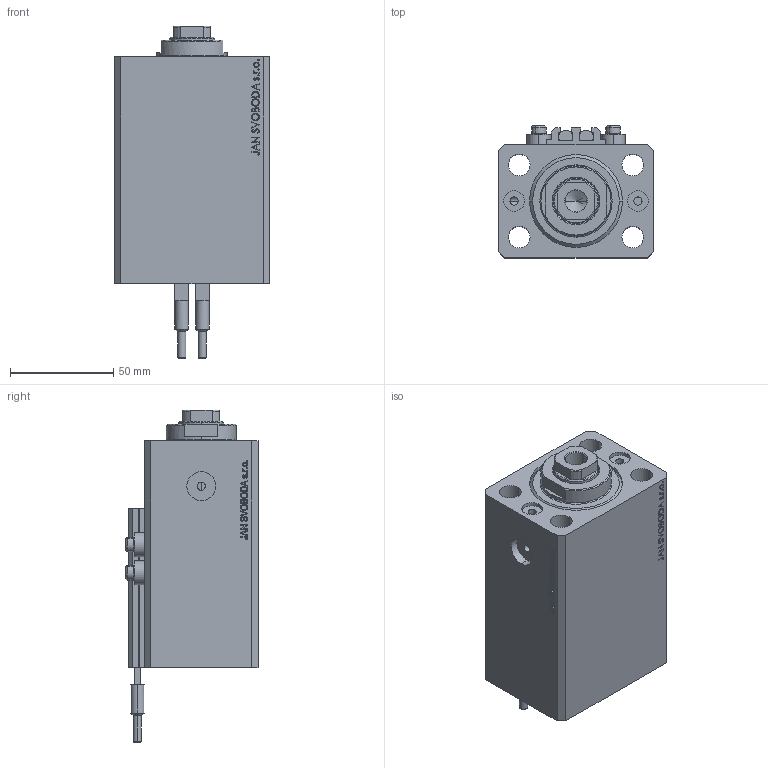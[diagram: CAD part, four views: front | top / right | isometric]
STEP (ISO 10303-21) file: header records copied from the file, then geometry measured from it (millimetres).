
FILE_DESCRIPTION (( 'STEP AP203' ), '1' );
FILE_NAME ('3226.STEP', '2022-04-09T13:18:29', ( '' ), ( '' ), 'SwSTEP 2.0', 'SolidWorks 2019', '' );
FILE_SCHEMA (( 'CONFIG_CONTROL_DESIGN' ));
Length unit declared in the file: millimetre
Products named in the file (6): ALLEN BOLT V250CE 8b73af7ecff115dff426aa6be85e1ab1; V250CE_VC_C 8b73af7ecff115dff426aa6be85e1ab1; 3226; V250CE_C_Body 8b73af7ecff115dff426aa6be85e1ab1; V250CE_C_VCP 8b73af7ecff115dff426aa6be85e1ab1; SWITCH_V250CE 8b73af7ecff115dff426aa6be85e1ab1
Assembly tree (9 placements, depth 2):
  3226
    V250CE_C_Body 8b73af7ecff115dff426aa6be85e1ab1
    ALLEN BOLT V250CE 8b73af7ecff115dff426aa6be85e1ab1  x4
    V250CE_C_VCP 8b73af7ecff115dff426aa6be85e1ab1
    V250CE_VC_C 8b73af7ecff115dff426aa6be85e1ab1
    SWITCH_V250CE 8b73af7ecff115dff426aa6be85e1ab1  x2
Bounding box: 75 x 64 x 160.9 mm (x, y, z)
Volume: 412441 mm3; surface area: 96522.7 mm2
Topology: 10 solids, 10 shells, 1085 faces, 2711 edges, 1763 vertices
Faces by surface type: plane 535, bspline 374, cylinder 98, cone 60, torus 18
Entity records: 48070 total; most frequent: CARTESIAN_POINT 26004, ORIENTED_EDGE 5004, DIRECTION 3164, EDGE_CURVE 2502, VERTEX_POINT 1649, VECTOR 1518, LINE 1518, EDGE_LOOP 1107
